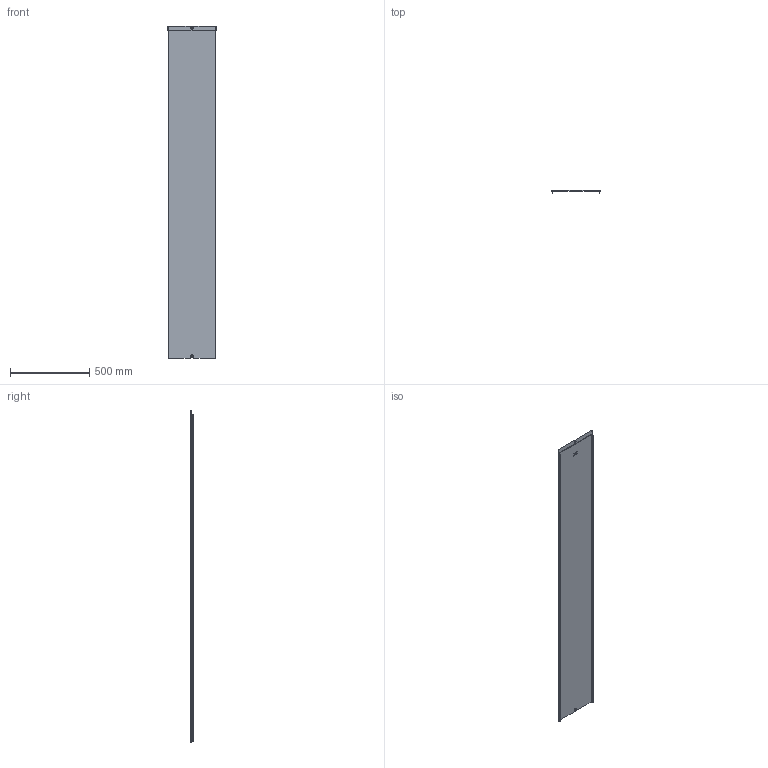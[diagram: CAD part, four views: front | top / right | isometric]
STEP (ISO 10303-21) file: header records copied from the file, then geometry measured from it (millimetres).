
FILE_DESCRIPTION (( 'STEP AP214' ), '1' );
FILE_NAME ('CLP1K-300-2_Êðûøêà íà ëîòîê îñí. 300õ2000ìì IEK.STEP', '2020-07-11T11:25:17', ( 'Igoran' ), ( '' ), 'SwSTEP 2.0', 'SolidWorks 2017', '' );
FILE_SCHEMA (( 'AUTOMOTIVE_DESIGN' ));
Length unit declared in the file: millimetre
Products named in the file (1): CLP1K-300-2_Êðûøêà íà ëîòîê îñí. 300õ2000ìì IEK
Bounding box: 304.6 x 17.74 x 2100 mm (x, y, z)
Volume: 561463.3 mm3; surface area: 1407371.3 mm2
Topology: 1 solids, 1 shells, 187 faces, 456 edges, 281 vertices
Faces by surface type: plane 99, cylinder 36, bspline 23, torus 21, cone 8
Entity records: 9115 total; most frequent: CARTESIAN_POINT 4837, ORIENTED_EDGE 912, DIRECTION 823, EDGE_CURVE 456, VERTEX_POINT 281, AXIS2_PLACEMENT_3D 280, LINE 263, VECTOR 263
